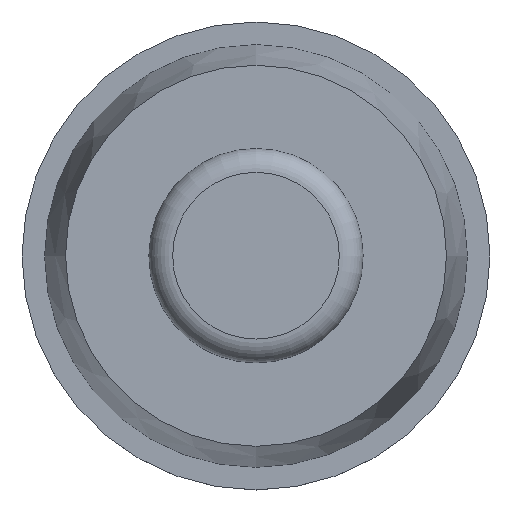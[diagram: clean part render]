
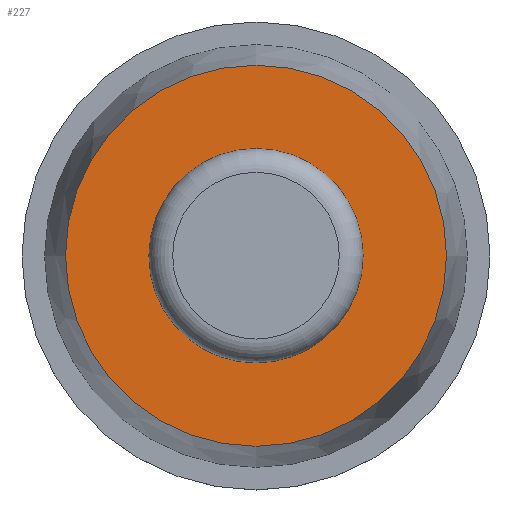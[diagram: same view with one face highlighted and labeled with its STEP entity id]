
A CAD part, top view. The second image highlights one B-rep face of the part: STEP entity #227.
In plain terms, the highlighted planar face has unit normal (0, 0, 1).
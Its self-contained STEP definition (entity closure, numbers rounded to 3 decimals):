
#137 = CYLINDRICAL_SURFACE('',#138,9.);
#138 = AXIS2_PLACEMENT_3D('',#139,#140,#141);
#139 = CARTESIAN_POINT('',(0.,0.,17.3));
#140 = DIRECTION('',(0.,0.,-1.));
#141 = DIRECTION('',(1.,0.,0.));
#178 = VERTEX_POINT('',#179);
#179 = CARTESIAN_POINT('',(9.,0.,13.));
#200 = EDGE_CURVE('',#178,#178,#201,.T.);
#201 = SURFACE_CURVE('',#202,(#207,#214),.PCURVE_S1.);
#202 = CIRCLE('',#203,9.);
#203 = AXIS2_PLACEMENT_3D('',#204,#205,#206);
#204 = CARTESIAN_POINT('',(0.,0.,13.));
#205 = DIRECTION('',(0.,0.,-1.));
#206 = DIRECTION('',(1.,0.,0.));
#207 = PCURVE('',#137,#208);
#208 = DEFINITIONAL_REPRESENTATION('',(#209),#213);
#209 = LINE('',#210,#211);
#210 = CARTESIAN_POINT('',(0.,4.3));
#211 = VECTOR('',#212,1.);
#212 = DIRECTION('',(1.,0.));
#213 = ( GEOMETRIC_REPRESENTATION_CONTEXT(2) 
PARAMETRIC_REPRESENTATION_CONTEXT() REPRESENTATION_CONTEXT('2D SPACE',''
  ) );
#214 = PCURVE('',#215,#220);
#215 = PLANE('',#216);
#216 = AXIS2_PLACEMENT_3D('',#217,#218,#219);
#217 = CARTESIAN_POINT('',(0.,0.,13.));
#218 = DIRECTION('',(0.,0.,-1.));
#219 = DIRECTION('',(1.,0.,0.));
#220 = DEFINITIONAL_REPRESENTATION('',(#221),#225);
#221 = CIRCLE('',#222,9.);
#222 = AXIS2_PLACEMENT_2D('',#223,#224);
#223 = CARTESIAN_POINT('',(0.,0.));
#224 = DIRECTION('',(1.,-0.));
#225 = ( GEOMETRIC_REPRESENTATION_CONTEXT(2) 
PARAMETRIC_REPRESENTATION_CONTEXT() REPRESENTATION_CONTEXT('2D SPACE',''
  ) );
#227 = ADVANCED_FACE('',(#228,#231),#215,.F.);
#228 = FACE_BOUND('',#229,.T.);
#229 = EDGE_LOOP('',(#230));
#230 = ORIENTED_EDGE('',*,*,#200,.T.);
#231 = FACE_BOUND('',#232,.T.);
#232 = EDGE_LOOP('',(#233));
#233 = ORIENTED_EDGE('',*,*,#234,.F.);
#234 = EDGE_CURVE('',#235,#235,#237,.T.);
#235 = VERTEX_POINT('',#236);
#236 = CARTESIAN_POINT('',(16.,0.,13.));
#237 = SURFACE_CURVE('',#238,(#243,#250),.PCURVE_S1.);
#238 = CIRCLE('',#239,16.);
#239 = AXIS2_PLACEMENT_3D('',#240,#241,#242);
#240 = CARTESIAN_POINT('',(0.,0.,13.));
#241 = DIRECTION('',(0.,0.,-1.));
#242 = DIRECTION('',(1.,0.,0.));
#243 = PCURVE('',#215,#244);
#244 = DEFINITIONAL_REPRESENTATION('',(#245),#249);
#245 = CIRCLE('',#246,16.);
#246 = AXIS2_PLACEMENT_2D('',#247,#248);
#247 = CARTESIAN_POINT('',(0.,0.));
#248 = DIRECTION('',(1.,-0.));
#249 = ( GEOMETRIC_REPRESENTATION_CONTEXT(2) 
PARAMETRIC_REPRESENTATION_CONTEXT() REPRESENTATION_CONTEXT('2D SPACE',''
  ) );
#250 = PCURVE('',#251,#256);
#251 = CONICAL_SURFACE('',#252,16.,0.175);
#252 = AXIS2_PLACEMENT_3D('',#253,#254,#255);
#253 = CARTESIAN_POINT('',(0.,0.,13.));
#254 = DIRECTION('',(0.,0.,-1.));
#255 = DIRECTION('',(1.,0.,0.));
#256 = DEFINITIONAL_REPRESENTATION('',(#257),#261);
#257 = LINE('',#258,#259);
#258 = CARTESIAN_POINT('',(0.,0.));
#259 = VECTOR('',#260,1.);
#260 = DIRECTION('',(1.,0.));
#261 = ( GEOMETRIC_REPRESENTATION_CONTEXT(2) 
PARAMETRIC_REPRESENTATION_CONTEXT() REPRESENTATION_CONTEXT('2D SPACE',''
  ) );
